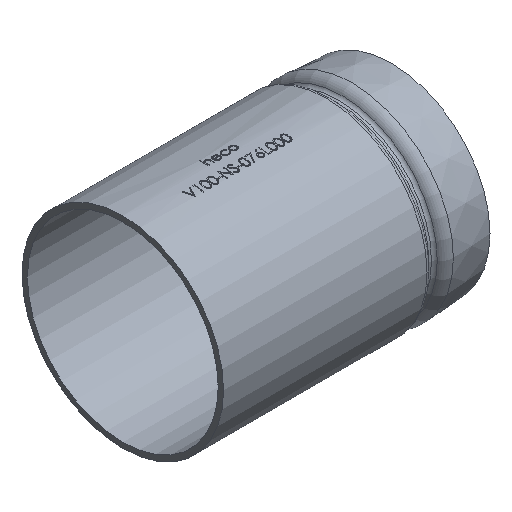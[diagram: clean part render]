
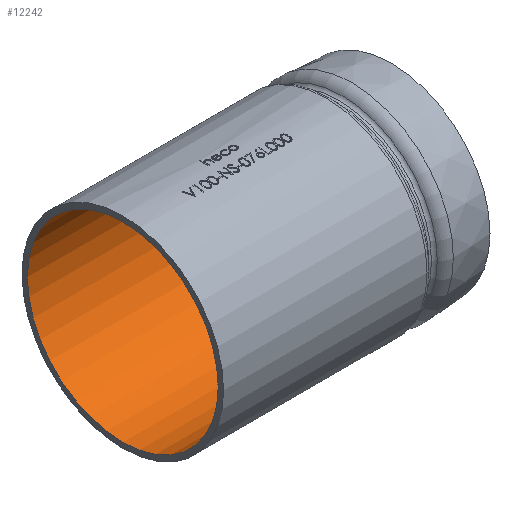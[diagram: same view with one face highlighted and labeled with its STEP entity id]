
A CAD part, isometric view. The second image highlights one B-rep face of the part: STEP entity #12242.
In plain terms, the highlighted cylindrical face has radius 36.068 mm (diameter 72.136 mm), a full revolution.
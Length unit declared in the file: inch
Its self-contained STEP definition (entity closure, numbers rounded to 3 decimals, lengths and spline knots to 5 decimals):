
#219 = AXIS2_PLACEMENT_3D ( 'NONE', #9924, #5262, #13710 ) ;
#415 = ORIENTED_EDGE ( 'NONE', *, *, #6863, .F. ) ;
#973 = VERTEX_POINT ( 'NONE', #3495 ) ;
#1355 = DIRECTION ( 'NONE',  ( 0., -1., 0. ) ) ;
#2399 = ORIENTED_EDGE ( 'NONE', *, *, #2953, .F. ) ;
#2457 = DIRECTION ( 'NONE',  ( 0., 1., 0. ) ) ;
#2953 = EDGE_CURVE ( 'NONE', #973, #973, #8887, .T. ) ;
#3495 = CARTESIAN_POINT ( 'NONE',  ( 2.9866, -1.42, 0. ) ) ;
#3518 = CYLINDRICAL_SURFACE ( 'NONE', #10653, 1.42 ) ;
#3889 = FACE_OUTER_BOUND ( 'NONE', #12636, .T. ) ;
#5262 = DIRECTION ( 'NONE',  ( 1., 0., 0. ) ) ;
#6004 = EDGE_LOOP ( 'NONE', ( #415 ) ) ;
#6062 = CARTESIAN_POINT ( 'NONE',  ( 0., 0., -1.42 ) ) ;
#6184 = CARTESIAN_POINT ( 'NONE',  ( 2.9866, 0., 0. ) ) ;
#6231 = DIRECTION ( 'NONE',  ( -1., 0., 0. ) ) ;
#6444 = CARTESIAN_POINT ( 'NONE',  ( 1.50892, 0., 0. ) ) ;
#6863 = EDGE_CURVE ( 'NONE', #12660, #12660, #10633, .T. ) ;
#8887 = CIRCLE ( 'NONE', #15666, 1.42 ) ;
#9924 = CARTESIAN_POINT ( 'NONE',  ( 0., 0., 0. ) ) ;
#10633 = CIRCLE ( 'NONE', #219, 1.42 ) ;
#10653 = AXIS2_PLACEMENT_3D ( 'NONE', #6444, #13311, #2457 ) ;
#12242 = ADVANCED_FACE ( 'NONE', ( #15646, #3889 ), #3518, .F. ) ;
#12636 = EDGE_LOOP ( 'NONE', ( #2399 ) ) ;
#12660 = VERTEX_POINT ( 'NONE', #6062 ) ;
#13311 = DIRECTION ( 'NONE',  ( 1., 0., 0. ) ) ;
#13710 = DIRECTION ( 'NONE',  ( 0., 0., -1. ) ) ;
#15646 = FACE_OUTER_BOUND ( 'NONE', #6004, .T. ) ;
#15666 = AXIS2_PLACEMENT_3D ( 'NONE', #6184, #6231, #1355 ) ;
